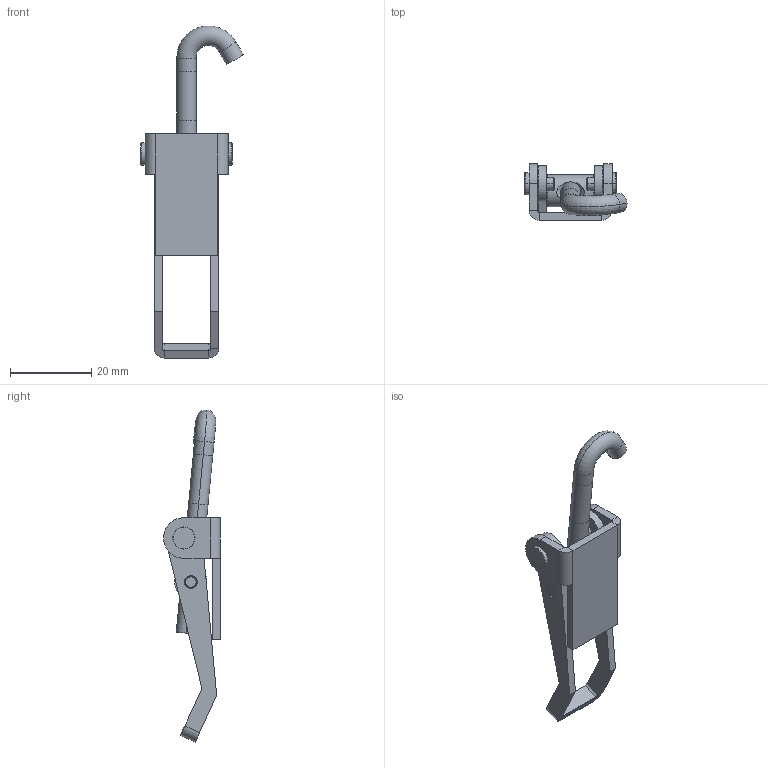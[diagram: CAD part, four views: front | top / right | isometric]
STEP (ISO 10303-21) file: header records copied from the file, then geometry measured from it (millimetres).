
FILE_DESCRIPTION (( 'STEP AP214' ), '1' );
FILE_NAME ('540002 - 701 HSA RF.STEP', '2016-12-30T12:12:08', ( '' ), ( '' ), 'SwSTEP 2.0', 'SolidWorks 2015', '' );
FILE_SCHEMA (( 'AUTOMOTIVE_DESIGN' ));
Length unit declared in the file: millimetre
Products named in the file (6): Hake M5; 701 - Mid Cylinder; 701 - Ansatsnit; 701 - Bygel; 701 - SA; 540002 - 701 HSA RF
Assembly tree (6 placements, depth 2):
  540002 - 701 HSA RF
    701 - SA
    701 - Bygel
    701 - Ansatsnit  x2
    701 - Mid Cylinder
    Hake M5
Bounding box: 25.2 x 14 x 81.96 mm (x, y, z)
Volume: 4512 mm3; surface area: 5382.6 mm2
Topology: 6 solids, 6 shells, 121 faces, 258 edges, 156 vertices
Faces by surface type: cylinder 53, plane 50, cone 12, torus 6
Entity records: 3296 total; most frequent: CARTESIAN_POINT 616, DIRECTION 564, ORIENTED_EDGE 464, EDGE_CURVE 232, AXIS2_PLACEMENT_3D 220, VERTEX_POINT 140, EDGE_LOOP 126, VECTOR 124
